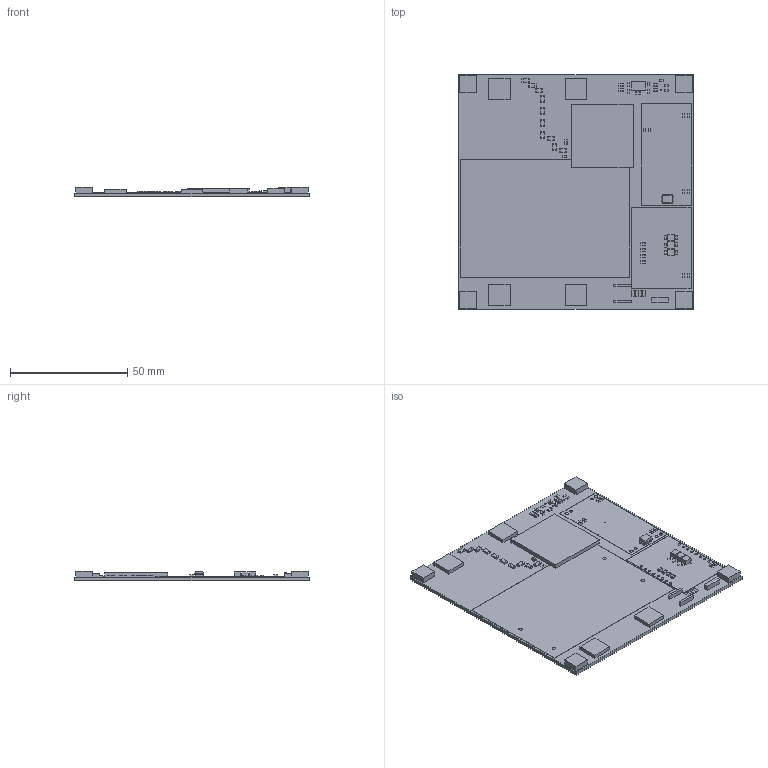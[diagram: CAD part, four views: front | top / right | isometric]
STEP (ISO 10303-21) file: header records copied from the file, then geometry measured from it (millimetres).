
FILE_DESCRIPTION(/* description */ (''),/* implementation_level */ '2;1');
FILE_NAME(/* name */ '46591cd7-473d-44cb-b71c-05df5bb6fa2e.stp',/* time_stamp */ '2023-02-05T19:59:28Z',/* author */ (''),/* organization */ (''),/* preprocessor_version */ 'ST-DEVELOPER v19.2',/* originating_system */ 'Autodesk Translation Framework v11.17.0.187',/* authorisation */ '');
FILE_SCHEMA (('AUTOMOTIVE_DESIGN { 1 0 10303 214 3 1 1 }'));
Length unit declared in the file: millimetre
Products named in the file (20): 46591cd7-473d-44cb-b71c-05df5bb6fa2e; PCB Component; Board; PV15-27B12R3; MOUNT-PAD-SQUARE5.5; MOUNT-HOLE3.3; WEMOS-D1-MINI; ACS758LCB-050B-PFF-T; ADS1115IDGST; C17900; 1k; 100nF; DC-DC-STEP-DOWN-LM2596HVS; C473426; 100nF_1; 10k; C78395; KT-0603R; C8545; MKDSN1,5/2-5,08
Assembly tree (68 placements, depth 3):
  46591cd7-473d-44cb-b71c-05df5bb6fa2e
    PCB Component
      Board
      PV15-27B12R3
      MOUNT-PAD-SQUARE5.5  x4
      MOUNT-HOLE3.3  x4
      WEMOS-D1-MINI
      ACS758LCB-050B-PFF-T
      ADS1115IDGST
      C17900  x10
      1k  x9
      100nF
      DC-DC-STEP-DOWN-LM2596HVS
      C473426  x2
      100nF_1  x12
      10k  x10
      C78395
      KT-0603R  x4
      C8545  x3
      MKDSN1,5/2-5,08
Bounding box: 100 x 100 x 4.07 mm (x, y, z)
Volume: 18392.6 mm3; surface area: 35545.7 mm2
Topology: 67 solids, 67 shells, 783 faces, 1945 edges, 1294 vertices
Faces by surface type: plane 688, cylinder 95
Full cylindrical faces by diameter (mm): 0.35 x10, 0.5 x32, 0.8 x3, 1 x16, 1.27 x4, 1.3 x2, 1.5 x8, 3.3 x4, 5.5 x4
Entity records: 9727 total; most frequent: DIRECTION 1581, CARTESIAN_POINT 1492, ORIENTED_EDGE 1370, EDGE_CURVE 685, AXIS2_PLACEMENT_3D 543, LINE 495, VECTOR 495, VERTEX_POINT 454
